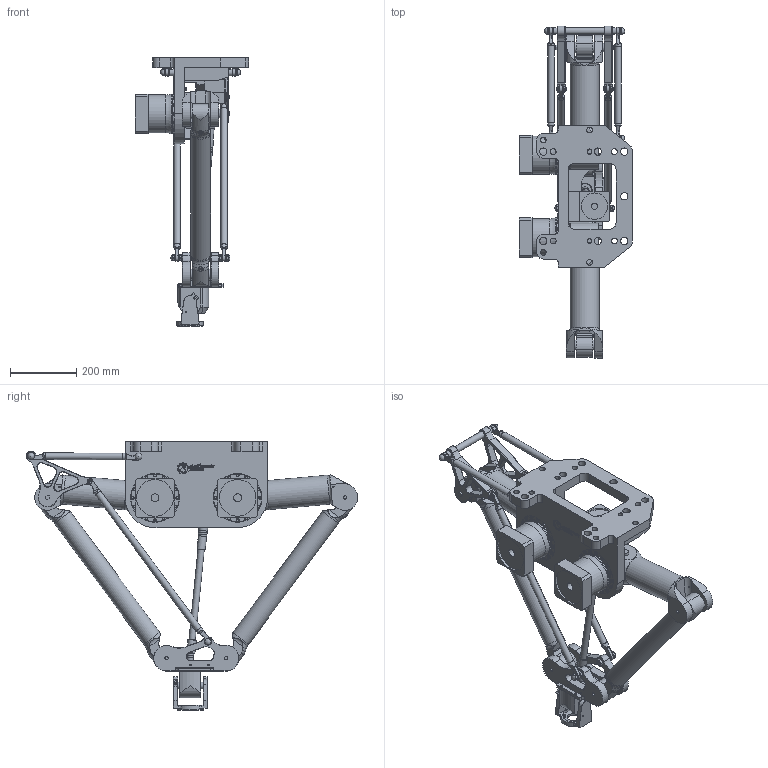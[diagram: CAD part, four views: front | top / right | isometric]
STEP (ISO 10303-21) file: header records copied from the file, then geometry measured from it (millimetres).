
FILE_DESCRIPTION(/* description */ (''),/* implementation_level */ '2;1');
FILE_NAME(/* name */ '3D-model_A_00925.stp',/* time_stamp */ '2022-06-17T11:42:27+02:00',/* author */ ('michael.schutter'),/* organization */ ('Majatronic'),/* preprocessor_version */ 'ST-DEVELOPER v16.5',/* originating_system */ 'Autodesk Inventor 2017',/* authorisation */ '');
FILE_SCHEMA (('AUTOMOTIVE_DESIGN { 1 0 10303 214 3 1 1 }'));
Length unit declared in the file: millimetre
Products named in the file (14): A_00925_DUMMY; MT_WST00102519; MT_WST00060919MT_WST; MT_WST00060921MT_WST; MT_WST00064916MT_WST; MT_WST00060924MT_WST; MT_WST00060925MT_WST; MT_WST00060920MT_WST; MT_WST00060926MT_WST; MT_WST00055121MT_WST; MT_WST00060929MT_WST; MT_WST00060930MT_WST; MT_WST00065018MT_WST; MT_WST00102448 Dummy Werkzeugträger
Assembly tree (17 placements, depth 2):
  A_00925_DUMMY
    MT_WST00102519
    MT_WST00060919MT_WST
    MT_WST00060920MT_WST  x2
    MT_WST00060921MT_WST
    MT_WST00064916MT_WST
    MT_WST00060924MT_WST  x2
    MT_WST00060925MT_WST
    MT_WST00060926MT_WST  x2
    MT_WST00055121MT_WST  x2
    MT_WST00060929MT_WST
    MT_WST00060930MT_WST
    MT_WST00065018MT_WST
    MT_WST00102448 Dummy Werkzeugträger
Bounding box: 342 x 1003.87 x 812.5 mm (x, y, z)
Volume: 20549897.3 mm3; surface area: 1840028.4 mm2
Topology: 18 solids, 27 shells, 2375 faces, 5523 edges, 3502 vertices
Faces by surface type: plane 1153, cylinder 737, cone 366, torus 82, bspline 27, sphere 10
Full cylindrical faces by diameter (mm): 4 x2, 4.134 x32, 4.917 x20, 5 x34, 6 x1, 8 x4, 8.2 x24, 8.5 x34, 10 x37, 10.106 x1, 12 x7, 13 x24, 15 x4, 17.294 x8, 18 x20, 19 x2, 19.8 x8, 20 x28, 22 x7, 24 x2, 25 x4, 27 x1, 28 x2, 32 x8, 40 x3, 45 x2, 59.8 x4, 60 x6, 80 x6, 85 x2
Entity records: 59529 total; most frequent: CARTESIAN_POINT 14351, DIRECTION 9475, ORIENTED_EDGE 8332, EDGE_CURVE 4165, AXIS2_PLACEMENT_3D 3577, VERTEX_POINT 2851, EDGE_LOOP 2654, LINE 2321
